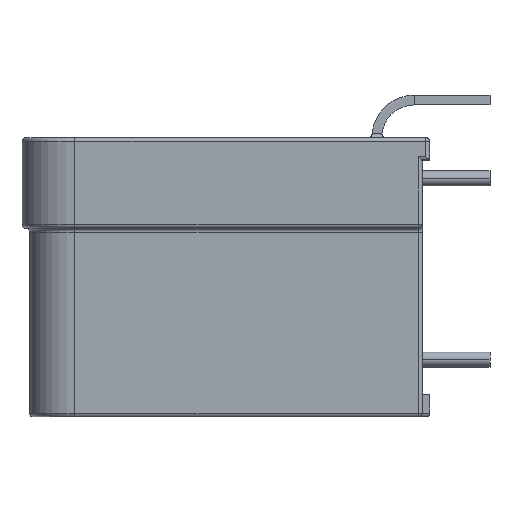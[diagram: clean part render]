
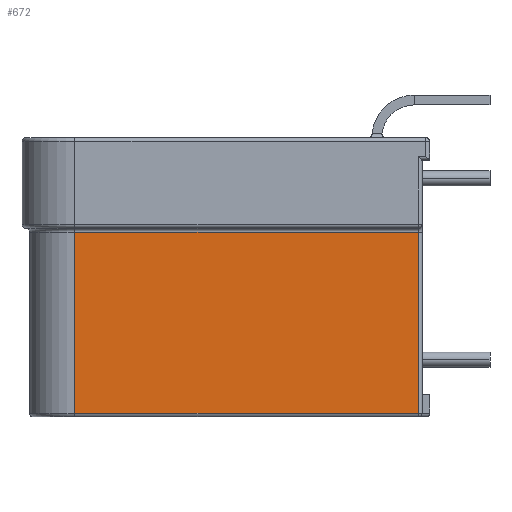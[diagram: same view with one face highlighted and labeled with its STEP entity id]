
A CAD part, left-side view. The second image highlights one B-rep face of the part: STEP entity #672.
In plain terms, the highlighted planar face has unit normal (-1, 0, 0).
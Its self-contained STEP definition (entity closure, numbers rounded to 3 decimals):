
#29 = VECTOR ( 'NONE', #2873, 1000. ) ;
#47 = LINE ( 'NONE', #3678, #3651 ) ;
#229 = EDGE_CURVE ( 'NONE', #2471, #4240, #47, .T. ) ;
#329 = DIRECTION ( 'NONE',  ( 0., 1., 0. ) ) ;
#351 = ORIENTED_EDGE ( 'NONE', *, *, #759, .T. ) ;
#438 = VECTOR ( 'NONE', #3729, 1000. ) ;
#558 = VERTEX_POINT ( 'NONE', #1723 ) ;
#672 = ADVANCED_FACE ( 'NONE', ( #4025 ), #764, .F. ) ;
#759 = EDGE_CURVE ( 'NONE', #4129, #558, #1567, .T. ) ;
#764 = PLANE ( 'NONE',  #1011 ) ;
#1011 = AXIS2_PLACEMENT_3D ( 'NONE', #2111, #3084, #329 ) ;
#1096 = CARTESIAN_POINT ( 'NONE',  ( 0.5, 0.75, -82.222 ) ) ;
#1398 = CARTESIAN_POINT ( 'NONE',  ( 0.5, 23.5, -82.222 ) ) ;
#1567 = LINE ( 'NONE', #2923, #29 ) ;
#1723 = CARTESIAN_POINT ( 'NONE',  ( 0.5, 0.75, -18.25 ) ) ;
#1745 = DIRECTION ( 'NONE',  ( 0., 1., 0. ) ) ;
#2111 = CARTESIAN_POINT ( 'NONE',  ( 0.5, 0.5, -82.222 ) ) ;
#2396 = EDGE_LOOP ( 'NONE', ( #3563, #4320, #2917, #351 ) ) ;
#2471 = VERTEX_POINT ( 'NONE', #3805 ) ;
#2519 = CARTESIAN_POINT ( 'NONE',  ( 0.5, 23.5, -6.25 ) ) ;
#2873 = DIRECTION ( 'NONE',  ( 0., -1., 0. ) ) ;
#2917 = ORIENTED_EDGE ( 'NONE', *, *, #3082, .F. ) ;
#2923 = CARTESIAN_POINT ( 'NONE',  ( 0.5, 0.5, -18.25 ) ) ;
#3035 = DIRECTION ( 'NONE',  ( 0., 0., 1. ) ) ;
#3082 = EDGE_CURVE ( 'NONE', #4129, #4240, #3098, .T. ) ;
#3084 = DIRECTION ( 'NONE',  ( 1., 0., 0. ) ) ;
#3098 = LINE ( 'NONE', #1398, #438 ) ;
#3563 = ORIENTED_EDGE ( 'NONE', *, *, #4331, .T. ) ;
#3651 = VECTOR ( 'NONE', #1745, 1000. ) ;
#3678 = CARTESIAN_POINT ( 'NONE',  ( 0.5, 23.5, -6.25 ) ) ;
#3684 = VECTOR ( 'NONE', #3035, 1000. ) ;
#3729 = DIRECTION ( 'NONE',  ( 0., 0., 1. ) ) ;
#3805 = CARTESIAN_POINT ( 'NONE',  ( 0.5, 0.75, -6.25 ) ) ;
#3882 = CARTESIAN_POINT ( 'NONE',  ( 0.5, 23.5, -18.25 ) ) ;
#4025 = FACE_OUTER_BOUND ( 'NONE', #2396, .T. ) ;
#4129 = VERTEX_POINT ( 'NONE', #3882 ) ;
#4240 = VERTEX_POINT ( 'NONE', #2519 ) ;
#4307 = LINE ( 'NONE', #1096, #3684 ) ;
#4320 = ORIENTED_EDGE ( 'NONE', *, *, #229, .T. ) ;
#4331 = EDGE_CURVE ( 'NONE', #558, #2471, #4307, .T. ) ;
